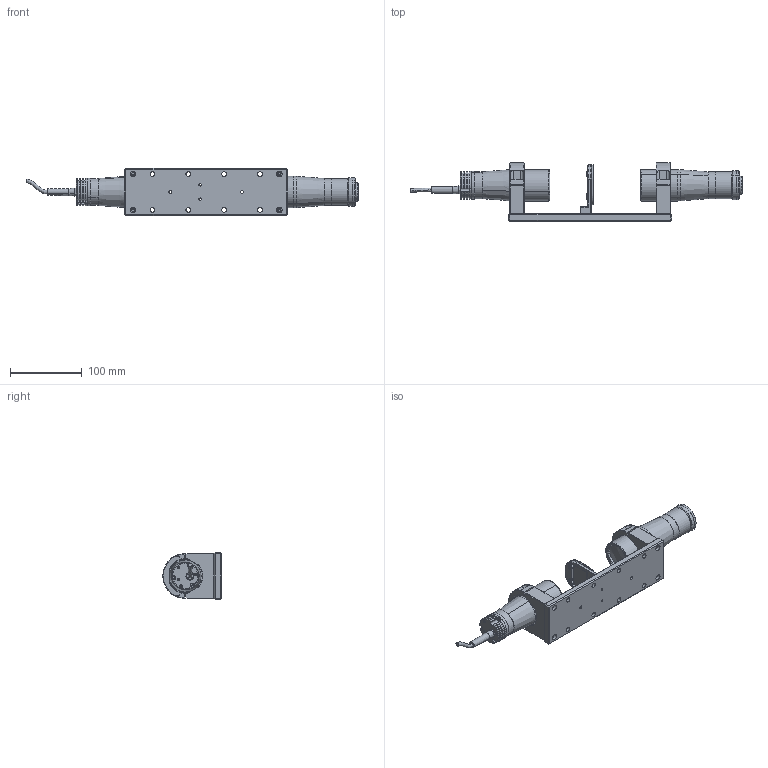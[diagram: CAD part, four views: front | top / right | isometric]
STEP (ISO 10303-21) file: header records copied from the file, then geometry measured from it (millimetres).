
FILE_DESCRIPTION (( 'STEP AP214' ), '1' );
FILE_NAME ('TCBENCH024.STEP', '2014-05-30T14:47:19', ( '' ), ( '' ), 'SwSTEP 2.0', 'SolidWorks 2013', '' );
FILE_SCHEMA (( 'AUTOMOTIVE_DESIGN' ));
Length unit declared in the file: millimetre
Products named in the file (1): TCBENCH024
Bounding box: 462.86 x 81.26 x 65.53 mm (x, y, z)
Surface area: 124601.1 mm2 (no closed solid volume)
Topology: 0 solids, 46 shells, 574 faces, 1664 edges, 1137 vertices
Faces by surface type: plane 273, cylinder 191, cone 82, bspline 28
Entity records: 32180 total; most frequent: CARTESIAN_POINT 10874, DIRECTION 3103, ORIENTED_EDGE 2832, EDGE_CURVE 1662, VERTEX_POINT 1137, AXIS2_PLACEMENT_3D 1119, VECTOR 865, LINE 865
